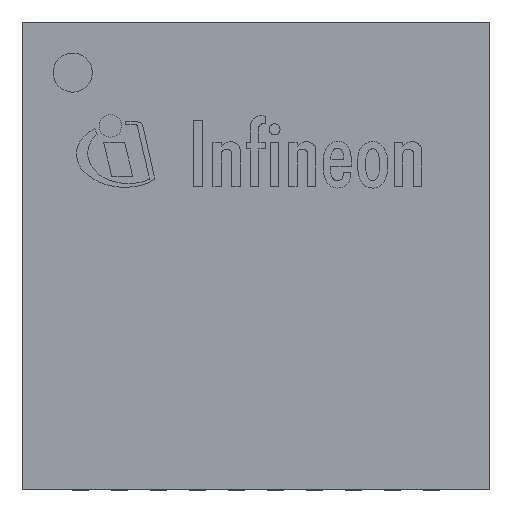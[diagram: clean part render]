
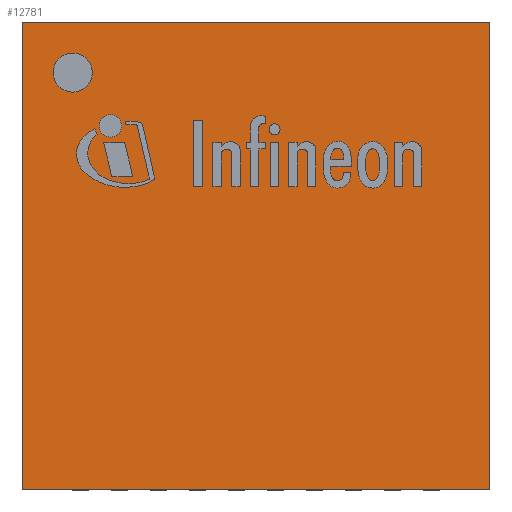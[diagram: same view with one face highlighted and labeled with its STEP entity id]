
A CAD part, top view. The second image highlights one B-rep face of the part: STEP entity #12781.
In plain terms, the highlighted planar face has unit normal (0, 0, 1).
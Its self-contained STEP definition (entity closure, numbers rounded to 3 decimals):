
#193=FACE_BOUND('',#2063,.T.);
#652=PLANE('',#13712);
#1330=FACE_OUTER_BOUND('',#2062,.T.);
#2062=EDGE_LOOP('',(#10554,#10555,#10556,#10557));
#2063=EDGE_LOOP('',(#10558));
#3262=LINE('',#20301,#4735);
#3263=LINE('',#20303,#4736);
#3264=LINE('',#20305,#4737);
#3265=LINE('',#20306,#4738);
#4735=VECTOR('',#16135,1000.);
#4736=VECTOR('',#16136,1000.);
#4737=VECTOR('',#16137,1000.);
#4738=VECTOR('',#16138,1000.);
#5452=CIRCLE('',#13711,0.25);
#6244=VERTEX_POINT('',#20295);
#6245=VERTEX_POINT('',#20299);
#6246=VERTEX_POINT('',#20300);
#6247=VERTEX_POINT('',#20302);
#6248=VERTEX_POINT('',#20304);
#7823=EDGE_CURVE('',#6244,#6244,#5452,.T.);
#7824=EDGE_CURVE('',#6245,#6246,#3262,.T.);
#7825=EDGE_CURVE('',#6246,#6247,#3263,.T.);
#7826=EDGE_CURVE('',#6247,#6248,#3264,.T.);
#7827=EDGE_CURVE('',#6248,#6245,#3265,.T.);
#10554=ORIENTED_EDGE('',*,*,#7824,.T.);
#10555=ORIENTED_EDGE('',*,*,#7825,.T.);
#10556=ORIENTED_EDGE('',*,*,#7826,.T.);
#10557=ORIENTED_EDGE('',*,*,#7827,.T.);
#10558=ORIENTED_EDGE('',*,*,#7823,.F.);
#12781=ADVANCED_FACE('',(#1330,#193),#652,.T.);
#13711=AXIS2_PLACEMENT_3D('',#20297,#16131,#16132);
#13712=AXIS2_PLACEMENT_3D('',#20298,#16133,#16134);
#16131=DIRECTION('center_axis',(0.,0.,1.));
#16132=DIRECTION('ref_axis',(1.,0.,0.));
#16133=DIRECTION('center_axis',(0.,0.,1.));
#16134=DIRECTION('ref_axis',(1.,0.,0.));
#16135=DIRECTION('',(0.,1.,0.));
#16136=DIRECTION('',(-1.,0.,0.));
#16137=DIRECTION('',(0.,-1.,0.));
#16138=DIRECTION('',(1.,0.,0.));
#20295=CARTESIAN_POINT('',(-2.6,2.35,0.9));
#20297=CARTESIAN_POINT('Origin',(-2.35,2.35,0.9));
#20298=CARTESIAN_POINT('Origin',(0.,0.,0.9));
#20299=CARTESIAN_POINT('',(2.99,-2.99,0.9));
#20300=CARTESIAN_POINT('',(2.99,2.99,0.9));
#20301=CARTESIAN_POINT('',(2.99,2.99,0.9));
#20302=CARTESIAN_POINT('',(-2.99,2.99,0.9));
#20303=CARTESIAN_POINT('',(-2.99,2.99,0.9));
#20304=CARTESIAN_POINT('',(-2.99,-2.99,0.9));
#20305=CARTESIAN_POINT('',(-2.99,2.99,0.9));
#20306=CARTESIAN_POINT('',(-2.99,-2.99,0.9));
